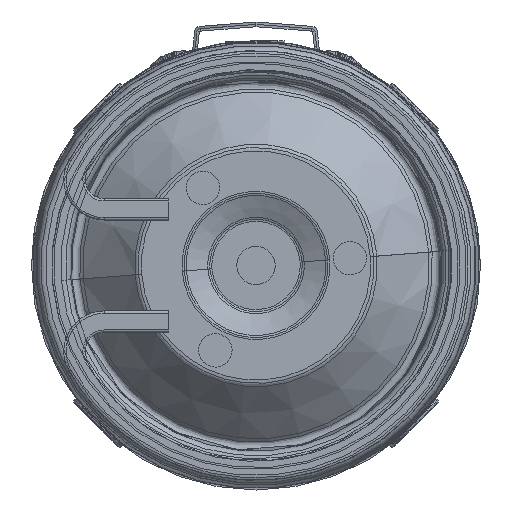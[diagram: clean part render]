
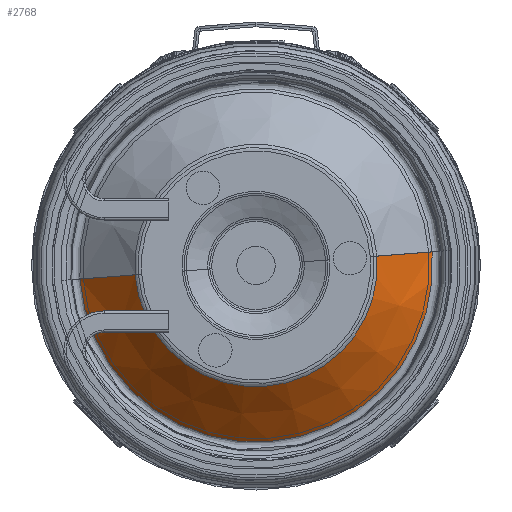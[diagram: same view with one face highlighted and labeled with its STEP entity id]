
A CAD part, front view. The second image highlights one B-rep face of the part: STEP entity #2768.
In plain terms, the highlighted conical face has half-angle 46.546 degrees and reference radius 25.375 mm.
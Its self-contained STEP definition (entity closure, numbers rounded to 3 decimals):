
#218 = EDGE_CURVE ( 'NONE', #37659, #2563, #36468, .T. ) ;
#292 = DIRECTION ( 'NONE',  ( 0., 0., 1. ) ) ;
#592 = VERTEX_POINT ( 'NONE', #25205 ) ;
#952 = DIRECTION ( 'NONE',  ( 0., 0.688, 0.726 ) ) ;
#1092 = CIRCLE ( 'NONE', #39267, 36.962 ) ;
#2095 = DIRECTION ( 'NONE',  ( 0., 0., 1. ) ) ;
#2431 = LINE ( 'NONE', #31532, #10105 ) ;
#2563 = VERTEX_POINT ( 'NONE', #29377 ) ;
#2768 = ADVANCED_FACE ( 'NONE', ( #25184 ), #27356, .T. ) ;
#2841 = DIRECTION ( 'NONE',  ( 0., 0.688, -0.726 ) ) ;
#2875 = EDGE_LOOP ( 'NONE', ( #21748, #32004, #39863, #4582 ) ) ;
#4582 = ORIENTED_EDGE ( 'NONE', *, *, #12090, .F. ) ;
#5494 = DIRECTION ( 'NONE',  ( 0., 1., 0. ) ) ;
#7616 = CARTESIAN_POINT ( 'NONE',  ( 0., 0.548, 0. ) ) ;
#10105 = VECTOR ( 'NONE', #2841, 1000. ) ;
#12090 = EDGE_CURVE ( 'NONE', #592, #26901, #1092, .T. ) ;
#17547 = LINE ( 'NONE', #33633, #24475 ) ;
#18681 = DIRECTION ( 'NONE',  ( 0., 1., 0. ) ) ;
#21445 = DIRECTION ( 'NONE',  ( 0., 0., 1. ) ) ;
#21748 = ORIENTED_EDGE ( 'NONE', *, *, #38624, .F. ) ;
#22231 = CARTESIAN_POINT ( 'NONE',  ( 0., 11.526, 36.962 ) ) ;
#24475 = VECTOR ( 'NONE', #952, 1000. ) ;
#25184 = FACE_OUTER_BOUND ( 'NONE', #2875, .T. ) ;
#25205 = CARTESIAN_POINT ( 'NONE',  ( 0., 11.526, -36.962 ) ) ;
#25915 = EDGE_CURVE ( 'NONE', #2563, #26901, #17547, .T. ) ;
#26901 = VERTEX_POINT ( 'NONE', #22231 ) ;
#27356 = CONICAL_SURFACE ( 'NONE', #31994, 25.376, 0.812 ) ;
#28970 = DIRECTION ( 'NONE',  ( 0., 1., 0. ) ) ;
#29377 = CARTESIAN_POINT ( 'NONE',  ( 0., 0.548, 25.376 ) ) ;
#31532 = CARTESIAN_POINT ( 'NONE',  ( 0., 0.548, -25.376 ) ) ;
#31994 = AXIS2_PLACEMENT_3D ( 'NONE', #34192, #5494, #21445 ) ;
#32004 = ORIENTED_EDGE ( 'NONE', *, *, #218, .T. ) ;
#33633 = CARTESIAN_POINT ( 'NONE',  ( 0., 0.548, 25.376 ) ) ;
#34153 = CARTESIAN_POINT ( 'NONE',  ( 0., 11.526, 0. ) ) ;
#34192 = CARTESIAN_POINT ( 'NONE',  ( 0., 0.548, 0. ) ) ;
#36468 = CIRCLE ( 'NONE', #38552, 25.376 ) ;
#37659 = VERTEX_POINT ( 'NONE', #39192 ) ;
#38552 = AXIS2_PLACEMENT_3D ( 'NONE', #7616, #28970, #292 ) ;
#38624 = EDGE_CURVE ( 'NONE', #37659, #592, #2431, .T. ) ;
#39192 = CARTESIAN_POINT ( 'NONE',  ( 0., 0.548, -25.376 ) ) ;
#39267 = AXIS2_PLACEMENT_3D ( 'NONE', #34153, #18681, #2095 ) ;
#39863 = ORIENTED_EDGE ( 'NONE', *, *, #25915, .T. ) ;
